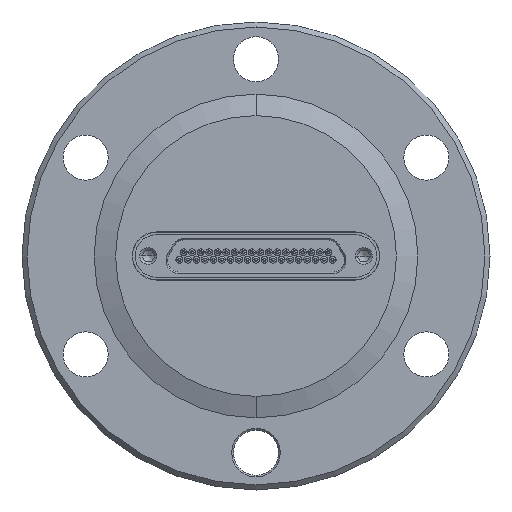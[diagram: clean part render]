
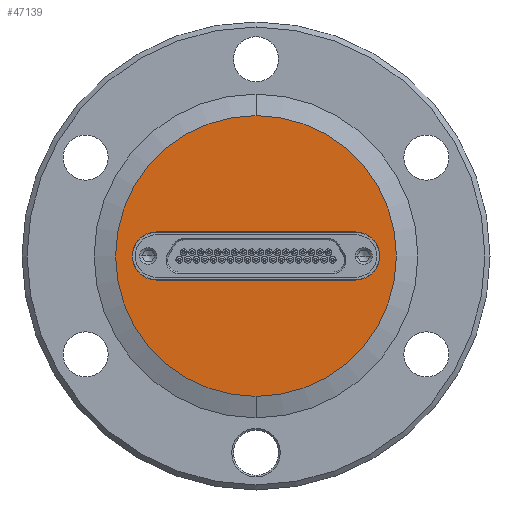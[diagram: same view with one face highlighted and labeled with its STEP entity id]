
A CAD part, front view. The second image highlights one B-rep face of the part: STEP entity #47139.
In plain terms, the highlighted planar face has unit normal (0, -1, 0).
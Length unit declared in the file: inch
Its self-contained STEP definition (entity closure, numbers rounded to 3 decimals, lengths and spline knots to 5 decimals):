
#2438 = PLANE ( 'NONE',  #26105 ) ;
#2440 = CARTESIAN_POINT ( 'NONE',  ( 0.825, -0.449, 0. ) ) ;
#2444 = DIRECTION ( 'NONE',  ( 0., -1., 0. ) ) ;
#2445 = DIRECTION ( 'NONE',  ( 0., 0., -1. ) ) ;
#5744 = CIRCLE ( 'NONE', #23747, 0.825 ) ;
#5750 = CIRCLE ( 'NONE', #23751, 0.825 ) ;
#5769 = LINE ( 'NONE', #40400, #5778 ) ;
#5775 = CIRCLE ( 'NONE', #23788, 0.1415 ) ;
#5776 = CIRCLE ( 'NONE', #23789, 0.1415 ) ;
#5777 = LINE ( 'NONE', #40405, #5781 ) ;
#5778 = VECTOR ( 'NONE', #40396, 39.37008 ) ;
#5781 = VECTOR ( 'NONE', #40404, 39.37008 ) ;
#6544 = VERTEX_POINT ( 'NONE', #48606 ) ;
#6545 = VERTEX_POINT ( 'NONE', #48607 ) ;
#6548 = VERTEX_POINT ( 'NONE', #48610 ) ;
#6552 = VERTEX_POINT ( 'NONE', #48614 ) ;
#6553 = VERTEX_POINT ( 'NONE', #48615 ) ;
#6558 = VERTEX_POINT ( 'NONE', #48620 ) ;
#7104 = ORIENTED_EDGE ( 'NONE', *, *, #22661, .F. ) ;
#7108 = ORIENTED_EDGE ( 'NONE', *, *, #22663, .F. ) ;
#7112 = ORIENTED_EDGE ( 'NONE', *, *, #22665, .F. ) ;
#7116 = ORIENTED_EDGE ( 'NONE', *, *, #22667, .F. ) ;
#7120 = ORIENTED_EDGE ( 'NONE', *, *, #22618, .T. ) ;
#7124 = ORIENTED_EDGE ( 'NONE', *, *, #22611, .T. ) ;
#15204 = CARTESIAN_POINT ( 'NONE',  ( 0., -0.449, 0. ) ) ;
#15205 = DIRECTION ( 'NONE',  ( 0., -1., 0. ) ) ;
#15206 = DIRECTION ( 'NONE',  ( 0., 0., -1. ) ) ;
#15211 = CARTESIAN_POINT ( 'NONE',  ( 0., -0.449, 0. ) ) ;
#15212 = DIRECTION ( 'NONE',  ( 0., -1., 0. ) ) ;
#15213 = DIRECTION ( 'NONE',  ( 0., 0., -1. ) ) ;
#22611 = EDGE_CURVE ( 'NONE', #6553, #6552, #5744, .T. ) ;
#22618 = EDGE_CURVE ( 'NONE', #6552, #6553, #5750, .T. ) ;
#22661 = EDGE_CURVE ( 'NONE', #6548, #6558, #5775, .T. ) ;
#22663 = EDGE_CURVE ( 'NONE', #6545, #6548, #5769, .T. ) ;
#22665 = EDGE_CURVE ( 'NONE', #6544, #6545, #5776, .T. ) ;
#22667 = EDGE_CURVE ( 'NONE', #6558, #6544, #5777, .T. ) ;
#23747 = AXIS2_PLACEMENT_3D ( 'NONE', #15204, #15205, #15206 ) ;
#23751 = AXIS2_PLACEMENT_3D ( 'NONE', #15211, #15212, #15213 ) ;
#23788 = AXIS2_PLACEMENT_3D ( 'NONE', #40401, #40402, #40403 ) ;
#23789 = AXIS2_PLACEMENT_3D ( 'NONE', #40406, #40407, #40408 ) ;
#26105 = AXIS2_PLACEMENT_3D ( 'NONE', #2440, #2444, #2445 ) ;
#33594 = EDGE_LOOP ( 'NONE', ( #7104, #7108, #7112, #7116 ) ) ;
#33599 = EDGE_LOOP ( 'NONE', ( #7120, #7124 ) ) ;
#37467 = FACE_BOUND ( 'NONE', #33594, .T. ) ;
#37474 = FACE_OUTER_BOUND ( 'NONE', #33599, .T. ) ;
#40396 = DIRECTION ( 'NONE',  ( -1., 0., 0. ) ) ;
#40400 = CARTESIAN_POINT ( 'NONE',  ( -0.585, -0.449, 0.1415 ) ) ;
#40401 = CARTESIAN_POINT ( 'NONE',  ( -0.585, -0.449, 0. ) ) ;
#40402 = DIRECTION ( 'NONE',  ( 0., -1., 0. ) ) ;
#40403 = DIRECTION ( 'NONE',  ( 0., 0., -1. ) ) ;
#40404 = DIRECTION ( 'NONE',  ( 1., 0., 0. ) ) ;
#40405 = CARTESIAN_POINT ( 'NONE',  ( -0.585, -0.449, -0.1415 ) ) ;
#40406 = CARTESIAN_POINT ( 'NONE',  ( 0.585, -0.449, 0. ) ) ;
#40407 = DIRECTION ( 'NONE',  ( 0., -1., 0. ) ) ;
#40408 = DIRECTION ( 'NONE',  ( 0., 0., -1. ) ) ;
#47139 = ADVANCED_FACE ( 'NONE', ( #37467, #37474 ), #2438, .T. ) ;
#48606 = CARTESIAN_POINT ( 'NONE',  ( 0.585, -0.449, -0.1415 ) ) ;
#48607 = CARTESIAN_POINT ( 'NONE',  ( 0.585, -0.449, 0.1415 ) ) ;
#48610 = CARTESIAN_POINT ( 'NONE',  ( -0.585, -0.449, 0.1415 ) ) ;
#48614 = CARTESIAN_POINT ( 'NONE',  ( 0., -0.449, -0.825 ) ) ;
#48615 = CARTESIAN_POINT ( 'NONE',  ( 0., -0.449, 0.825 ) ) ;
#48620 = CARTESIAN_POINT ( 'NONE',  ( -0.585, -0.449, -0.1415 ) ) ;
